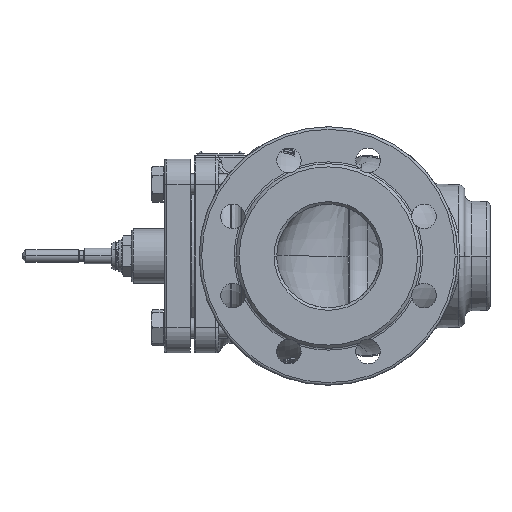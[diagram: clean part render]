
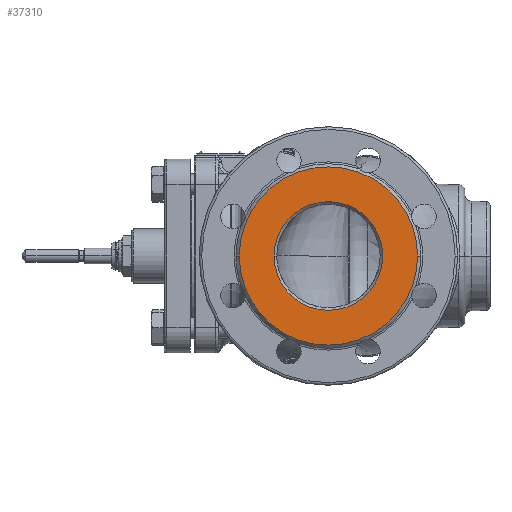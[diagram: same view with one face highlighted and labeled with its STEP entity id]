
A CAD part, left-side view. The second image highlights one B-rep face of the part: STEP entity #37310.
In plain terms, the highlighted planar face has unit normal (-1, 0, 0).
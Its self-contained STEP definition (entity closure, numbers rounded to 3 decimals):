
#4204=CARTESIAN_POINT('',(-155.,0.,0.));
#4205=DIRECTION('',(1.,0.,0.));
#4206=DIRECTION('',(0.,1.,0.));
#4207=AXIS2_PLACEMENT_3D('',#4204,#4205,#4206);
#4209=CARTESIAN_POINT('',(-155.,0.,0.));
#4210=DIRECTION('',(1.,0.,0.));
#4211=DIRECTION('',(0.,-1.,0.));
#4212=AXIS2_PLACEMENT_3D('',#4209,#4210,#4211);
#4214=CARTESIAN_POINT('',(-155.,0.,0.));
#4215=DIRECTION('',(-1.,0.,0.));
#4216=DIRECTION('',(0.,1.,0.));
#4217=AXIS2_PLACEMENT_3D('',#4214,#4215,#4216);
#4219=CARTESIAN_POINT('',(-155.,0.,0.));
#4220=DIRECTION('',(-1.,0.,0.));
#4221=DIRECTION('',(0.,-1.,0.));
#4222=AXIS2_PLACEMENT_3D('',#4219,#4220,#4221);
#27790=CARTESIAN_POINT('',(-155.,42.,0.));
#27791=CARTESIAN_POINT('',(-155.,-42.,0.));
#27792=VERTEX_POINT('',#27790);
#27793=VERTEX_POINT('',#27791);
#27795=CARTESIAN_POINT('',(-155.,69.,0.));
#27796=CARTESIAN_POINT('',(-155.,-69.,0.));
#27797=VERTEX_POINT('',#27795);
#27798=VERTEX_POINT('',#27796);
#37294=CARTESIAN_POINT('',(-155.,0.,0.));
#37295=DIRECTION('',(1.,0.,0.));
#37296=DIRECTION('',(0.,-1.,0.));
#37297=AXIS2_PLACEMENT_3D('',#37294,#37295,#37296);
#37298=PLANE('',#37297);
#37300=ORIENTED_EDGE('',*,*,#37299,.T.);
#37302=ORIENTED_EDGE('',*,*,#37301,.T.);
#37303=EDGE_LOOP('',(#37300,#37302));
#37304=FACE_OUTER_BOUND('',#37303,.F.);
#37305=ORIENTED_EDGE('',*,*,#37281,.T.);
#37307=ORIENTED_EDGE('',*,*,#37306,.T.);
#37308=EDGE_LOOP('',(#37305,#37307));
#37309=FACE_BOUND('',#37308,.F.);
#37310=ADVANCED_FACE('',(#37304,#37309),#37298,.F.);
#4208=CIRCLE('',#4207,69.);
#4213=CIRCLE('',#4212,69.);
#4218=CIRCLE('',#4217,42.);
#4223=CIRCLE('',#4222,42.);
#37281=EDGE_CURVE('',#27792,#27793,#4218,.T.);
#37299=EDGE_CURVE('',#27797,#27798,#4208,.T.);
#37301=EDGE_CURVE('',#27798,#27797,#4213,.T.);
#37306=EDGE_CURVE('',#27793,#27792,#4223,.T.);
